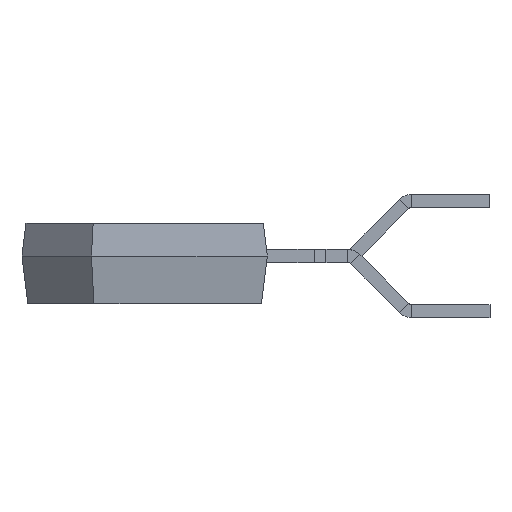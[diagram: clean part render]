
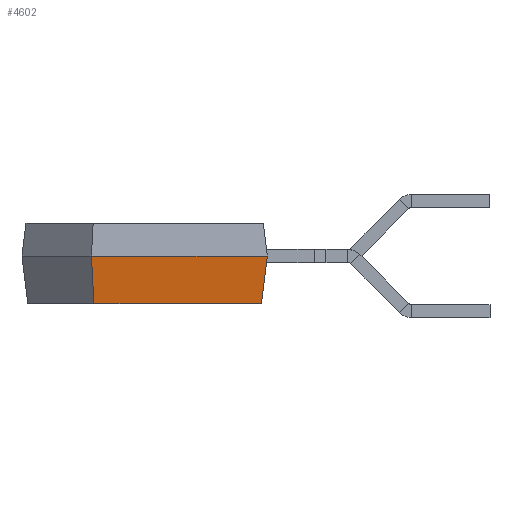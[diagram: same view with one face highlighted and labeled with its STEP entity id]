
A CAD part, left-side view. The second image highlights one B-rep face of the part: STEP entity #4602.
In plain terms, the highlighted planar face has unit normal (-0.993, 0, -0.122).
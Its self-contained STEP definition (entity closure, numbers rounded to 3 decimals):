
#379 = CARTESIAN_POINT ( 'NONE',  ( -2.78, 14., 0. ) ) ;
#420 = CARTESIAN_POINT ( 'NONE',  ( -2.8, 10.808, 0.16 ) ) ;
#728 = ORIENTED_EDGE ( 'NONE', *, *, #2807, .T. ) ;
#1076 = PLANE ( 'NONE',  #6257 ) ;
#1154 = DIRECTION ( 'NONE',  ( 0.121, 0.121, -0.985 ) ) ;
#1687 = LINE ( 'NONE', #420, #7469 ) ;
#1821 = EDGE_LOOP ( 'NONE', ( #15373, #9831, #7494, #728 ) ) ;
#1882 = VECTOR ( 'NONE', #1154, 1000. ) ;
#2023 = VERTEX_POINT ( 'NONE', #15418 ) ;
#2744 = DIRECTION ( 'NONE',  ( -0.993, 0., -0.122 ) ) ;
#2807 = EDGE_CURVE ( 'NONE', #3775, #2023, #10516, .T. ) ;
#3775 = VERTEX_POINT ( 'NONE', #14171 ) ;
#4187 = VERTEX_POINT ( 'NONE', #10147 ) ;
#4445 = LINE ( 'NONE', #4521, #1882 ) ;
#4521 = CARTESIAN_POINT ( 'NONE',  ( -2.615, 2.865, -1.347 ) ) ;
#4602 = ADVANCED_FACE ( 'NONE', ( #12568 ), #1076, .T. ) ;
#4817 = VECTOR ( 'NONE', #11970, 1000. ) ;
#6257 = AXIS2_PLACEMENT_3D ( 'NONE', #7850, #2744, #12712 ) ;
#6860 = CARTESIAN_POINT ( 'NONE',  ( -2.51, 10.8, -2.2 ) ) ;
#7469 = VECTOR ( 'NONE', #9382, 1000. ) ;
#7494 = ORIENTED_EDGE ( 'NONE', *, *, #11177, .F. ) ;
#7850 = CARTESIAN_POINT ( 'NONE',  ( -2.78, 14., 0. ) ) ;
#8914 = VECTOR ( 'NONE', #9329, 1000. ) ;
#8968 = VERTEX_POINT ( 'NONE', #11018 ) ;
#9329 = DIRECTION ( 'NONE',  ( 0., 1., 0. ) ) ;
#9372 = EDGE_CURVE ( 'NONE', #8968, #4187, #14483, .T. ) ;
#9382 = DIRECTION ( 'NONE',  ( 0.122, -0.05, -0.991 ) ) ;
#9831 = ORIENTED_EDGE ( 'NONE', *, *, #9372, .F. ) ;
#10147 = CARTESIAN_POINT ( 'NONE',  ( -2.51, 10.688, -2.2 ) ) ;
#10516 = LINE ( 'NONE', #379, #8914 ) ;
#11018 = CARTESIAN_POINT ( 'NONE',  ( -2.51, 2.97, -2.2 ) ) ;
#11177 = EDGE_CURVE ( 'NONE', #3775, #8968, #4445, .T. ) ;
#11970 = DIRECTION ( 'NONE',  ( 0., 1., 0. ) ) ;
#12568 = FACE_OUTER_BOUND ( 'NONE', #1821, .T. ) ;
#12712 = DIRECTION ( 'NONE',  ( 0., 1., 0. ) ) ;
#13434 = EDGE_CURVE ( 'NONE', #2023, #4187, #1687, .T. ) ;
#14171 = CARTESIAN_POINT ( 'NONE',  ( -2.78, 2.7, 0. ) ) ;
#14483 = LINE ( 'NONE', #6860, #4817 ) ;
#15373 = ORIENTED_EDGE ( 'NONE', *, *, #13434, .T. ) ;
#15418 = CARTESIAN_POINT ( 'NONE',  ( -2.78, 10.8, 0. ) ) ;
